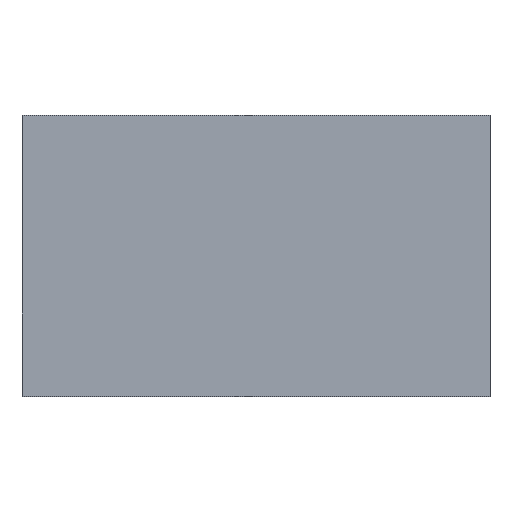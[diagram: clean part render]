
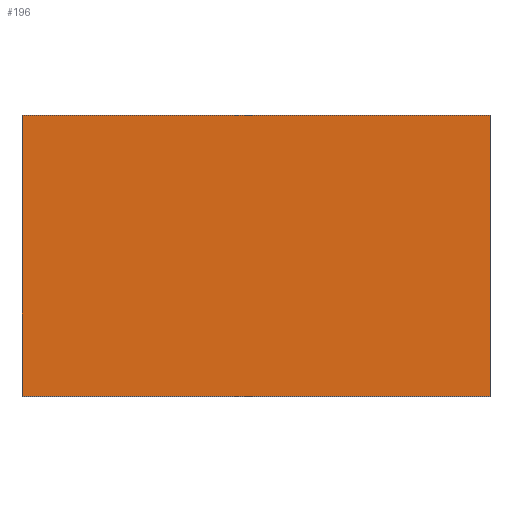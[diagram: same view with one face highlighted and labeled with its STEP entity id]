
A CAD part, top view. The second image highlights one B-rep face of the part: STEP entity #196.
In plain terms, the highlighted planar face has unit normal (0, 0, 1).
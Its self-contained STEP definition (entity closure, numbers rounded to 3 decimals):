
#26=FACE_OUTER_BOUND('',#38,.T.);
#38=EDGE_LOOP('',(#171,#172,#173,#174));
#54=LINE('',#293,#78);
#57=LINE('',#298,#81);
#59=LINE('',#302,#83);
#61=LINE('',#305,#85);
#78=VECTOR('',#237,10.);
#81=VECTOR('',#242,10.);
#83=VECTOR('',#246,10.);
#85=VECTOR('',#250,10.);
#99=VERTEX_POINT('',#291);
#100=VERTEX_POINT('',#292);
#101=VERTEX_POINT('',#297);
#102=VERTEX_POINT('',#301);
#118=EDGE_CURVE('',#99,#100,#54,.T.);
#121=EDGE_CURVE('',#101,#100,#57,.T.);
#123=EDGE_CURVE('',#102,#101,#59,.T.);
#125=EDGE_CURVE('',#102,#99,#61,.T.);
#171=ORIENTED_EDGE('',*,*,#125,.T.);
#172=ORIENTED_EDGE('',*,*,#118,.T.);
#173=ORIENTED_EDGE('',*,*,#121,.F.);
#174=ORIENTED_EDGE('',*,*,#123,.F.);
#185=PLANE('',#209);
#196=ADVANCED_FACE('',(#26),#185,.T.);
#209=AXIS2_PLACEMENT_3D('',#309,#256,#257);
#237=DIRECTION('',(0.,1.,0.));
#242=DIRECTION('',(1.,0.,0.));
#246=DIRECTION('',(0.,1.,0.));
#250=DIRECTION('',(1.,0.,0.));
#256=DIRECTION('center_axis',(0.,0.,1.));
#257=DIRECTION('ref_axis',(-1.,0.,0.));
#291=CARTESIAN_POINT('',(51.1,1.45,8.));
#292=CARTESIAN_POINT('',(51.1,2.95,8.));
#293=CARTESIAN_POINT('',(51.1,1.45,8.));
#297=CARTESIAN_POINT('',(48.6,2.95,8.));
#298=CARTESIAN_POINT('',(50.85,2.95,8.));
#301=CARTESIAN_POINT('',(48.6,1.45,8.));
#302=CARTESIAN_POINT('',(48.6,1.45,8.));
#305=CARTESIAN_POINT('',(48.85,1.45,8.));
#309=CARTESIAN_POINT('Origin',(49.85,2.2,8.));
